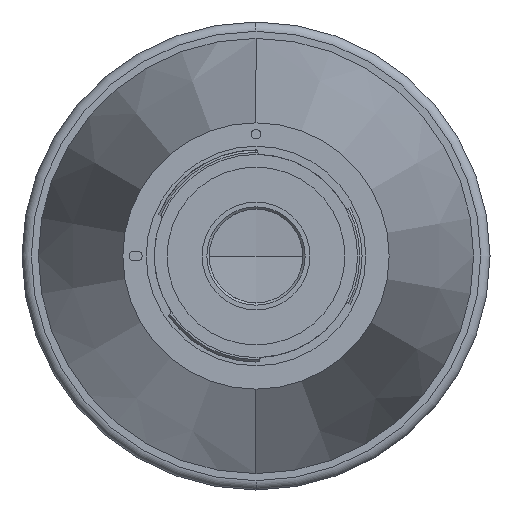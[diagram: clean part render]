
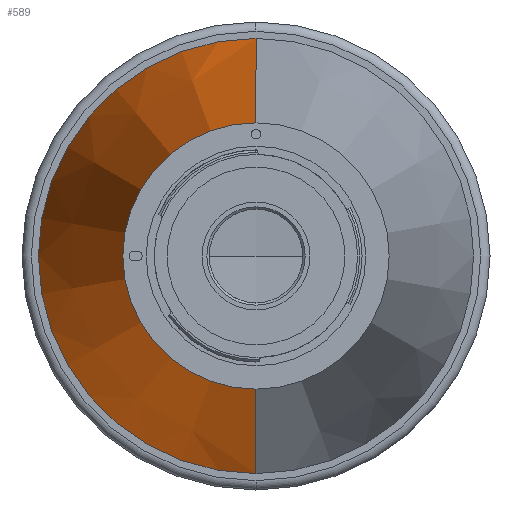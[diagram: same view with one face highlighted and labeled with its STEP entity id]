
A CAD part, left-side view. The second image highlights one B-rep face of the part: STEP entity #589.
In plain terms, the highlighted conical face has half-angle 13.46 degrees and reference radius 46.5 mm.
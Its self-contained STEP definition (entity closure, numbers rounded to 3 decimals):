
#43 = CARTESIAN_POINT ( 'NONE',  ( 85.392, 0., 19.449 ) ) ;
#119 = ORIENTED_EDGE ( 'NONE', *, *, #1476, .T. ) ;
#131 = EDGE_CURVE ( 'NONE', #617, #3776, #5365, .T. ) ;
#284 = CARTESIAN_POINT ( 'NONE',  ( 198.41, 0., 0. ) ) ;
#381 = EDGE_LOOP ( 'NONE', ( #119, #2658, #3931, #4920 ) ) ;
#423 = CARTESIAN_POINT ( 'NONE',  ( 198.41, 0., 0. ) ) ;
#559 = AXIS2_PLACEMENT_3D ( 'NONE', #423, #3865, #929 ) ;
#589 = ADVANCED_FACE ( 'NONE', ( #4509 ), #1253, .T. ) ;
#617 = VERTEX_POINT ( 'NONE', #2411 ) ;
#779 = DIRECTION ( 'NONE',  ( 0., 0., 1. ) ) ;
#929 = DIRECTION ( 'NONE',  ( 0., 0., -1. ) ) ;
#1092 = CIRCLE ( 'NONE', #4734, 19.449 ) ;
#1253 = CONICAL_SURFACE ( 'NONE', #559, 46.5, 0.235 ) ;
#1303 = DIRECTION ( 'NONE',  ( 1., 0., 0. ) ) ;
#1315 = CARTESIAN_POINT ( 'NONE',  ( 198.41, 0., 46.5 ) ) ;
#1476 = EDGE_CURVE ( 'NONE', #617, #3657, #1092, .T. ) ;
#1673 = EDGE_CURVE ( 'NONE', #3657, #6293, #6270, .T. ) ;
#2136 = CARTESIAN_POINT ( 'NONE',  ( 198.41, 0., -46.5 ) ) ;
#2411 = CARTESIAN_POINT ( 'NONE',  ( 85.392, 0., -19.449 ) ) ;
#2658 = ORIENTED_EDGE ( 'NONE', *, *, #1673, .T. ) ;
#2717 = VECTOR ( 'NONE', #5574, 1000. ) ;
#3494 = VECTOR ( 'NONE', #4799, 1000. ) ;
#3563 = CARTESIAN_POINT ( 'NONE',  ( 198.41, 0., -46.5 ) ) ;
#3586 = AXIS2_PLACEMENT_3D ( 'NONE', #284, #3732, #779 ) ;
#3657 = VERTEX_POINT ( 'NONE', #43 ) ;
#3732 = DIRECTION ( 'NONE',  ( -1., 0., 0. ) ) ;
#3776 = VERTEX_POINT ( 'NONE', #3563 ) ;
#3865 = DIRECTION ( 'NONE',  ( 1., 0., 0. ) ) ;
#3931 = ORIENTED_EDGE ( 'NONE', *, *, #5971, .T. ) ;
#4253 = CARTESIAN_POINT ( 'NONE',  ( 85.392, 0., 0. ) ) ;
#4509 = FACE_OUTER_BOUND ( 'NONE', #381, .T. ) ;
#4708 = CIRCLE ( 'NONE', #3586, 46.5 ) ;
#4734 = AXIS2_PLACEMENT_3D ( 'NONE', #4253, #1303, #4764 ) ;
#4764 = DIRECTION ( 'NONE',  ( 0., 0., -1. ) ) ;
#4799 = DIRECTION ( 'NONE',  ( 0.973, 0., 0.233 ) ) ;
#4920 = ORIENTED_EDGE ( 'NONE', *, *, #131, .F. ) ;
#4981 = CARTESIAN_POINT ( 'NONE',  ( 198.41, 0., 46.5 ) ) ;
#5365 = LINE ( 'NONE', #2136, #2717 ) ;
#5574 = DIRECTION ( 'NONE',  ( 0.973, 0., -0.233 ) ) ;
#5971 = EDGE_CURVE ( 'NONE', #6293, #3776, #4708, .T. ) ;
#6270 = LINE ( 'NONE', #1315, #3494 ) ;
#6293 = VERTEX_POINT ( 'NONE', #4981 ) ;
